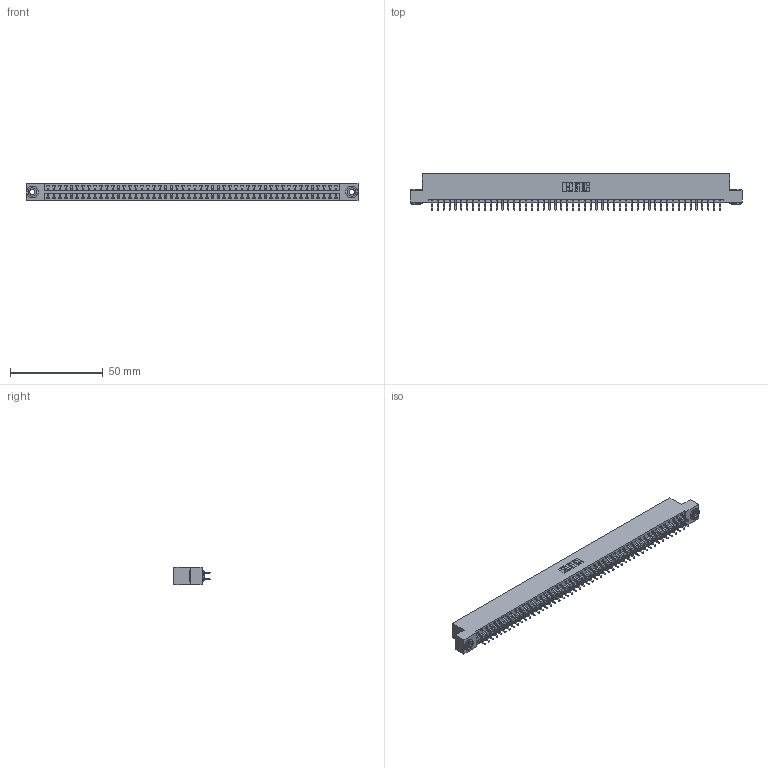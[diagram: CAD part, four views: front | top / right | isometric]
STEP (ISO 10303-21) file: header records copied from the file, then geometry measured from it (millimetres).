
FILE_DESCRIPTION (( 'STEP AP203' ), '1' );
FILE_NAME ('396-100-556-203.STEP', '2018-09-14T07:53:23', ( '' ), ( '' ), 'SwSTEP 2.0', 'SolidWorks 2016', '' );
FILE_SCHEMA (( 'CONFIG_CONTROL_DESIGN' ));
Length unit declared in the file: inch
Products named in the file (4): 346 Part_Flush Mounting Lugs - 0.156 Dia-TH; 345-292-001_556 Tail; 345-250-002_345-250-002-102; 396-100-556-203
Assembly tree (103 placements, depth 2):
  396-100-556-203
    346 Part_Flush Mounting Lugs - 0.156 Dia-TH
    345-292-001_556 Tail  x100
    345-250-002_345-250-002-102  x2
Bounding box: 179.32 x 19.57 x 9.4 mm (x, y, z)
Volume: 17563.9 mm3; surface area: 24389.8 mm2
Topology: 103 solids, 103 shells, 5960 faces, 17705 edges, 11666 vertices
Faces by surface type: plane 3986, cylinder 1966, cone 8
Entity records: 32424 total; most frequent: CARTESIAN_POINT 5323, ORIENTED_EDGE 5238, DIRECTION 4761, EDGE_CURVE 2619, VECTOR 2255, LINE 2255, VERTEX_POINT 1742, AXIS2_PLACEMENT_3D 1253
